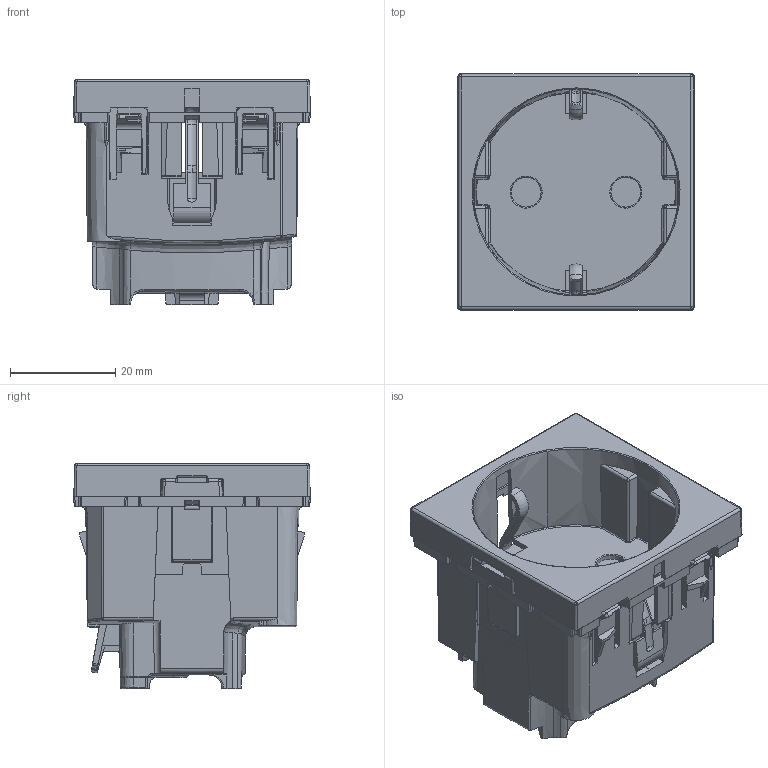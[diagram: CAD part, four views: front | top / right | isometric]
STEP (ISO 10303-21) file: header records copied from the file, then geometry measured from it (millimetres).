
FILE_DESCRIPTION(('CATIA V5 STEP Exchange','CAx-IF Rec.Pracs.--- Model Styling and Organization---1.4--- 2014-01-23'),'2;1');
FILE_NAME ('015936-1_2', '2019-10-29T14:01:25+00:00', ('none'), ('Weidmueller'), 'CATIA Version 5-6 Release 2016 SP3 HF44', 'CATIA V5 STEP AP214', 'none');
FILE_SCHEMA(('AUTOMOTIVE_DESIGN { 1 0 10303 214 1 1 1 1 }'));
Products named in the file (1): 1554000000
Bounding box: 45 x 45 x 42.9 mm (x, y, z)
Volume: 38444.9 mm3; surface area: 24226 mm2
Topology: 6 solids, 16 shells, 3128 faces, 9083 edges, 5953 vertices
Faces by surface type: plane 2374, cylinder 352, cone 115, bspline 110, torus 75, extrusion 58, sphere 44
Entity records: 111773 total; most frequent: CARTESIAN_POINT 35861, ORIENTED_EDGE 18086, DIRECTION 10469, EDGE_CURVE 9043, VERTEX_POINT 5953, VECTOR 4485, LINE 4427, B_SPLINE_CURVE_WITH_KNOTS 4096
